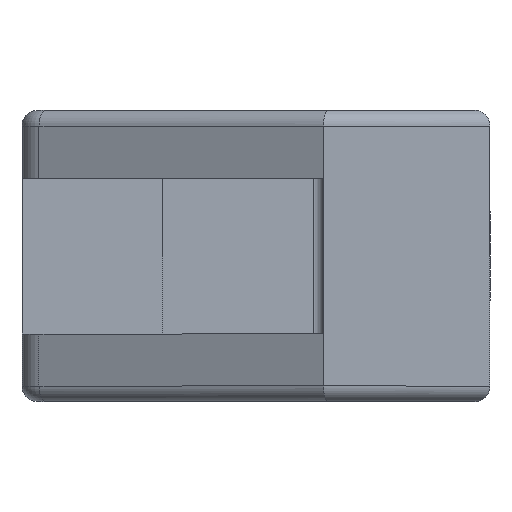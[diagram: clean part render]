
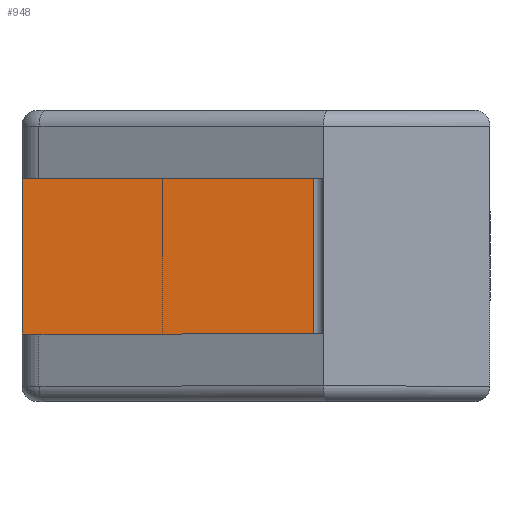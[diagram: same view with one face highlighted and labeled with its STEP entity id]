
A CAD part, left-side view. The second image highlights one B-rep face of the part: STEP entity #948.
In plain terms, the highlighted planar face has unit normal (-1, 0, 0).
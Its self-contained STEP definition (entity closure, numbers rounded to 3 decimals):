
#14 = CARTESIAN_POINT ( 'NONE',  ( 18., 45., -7.5 ) ) ;
#154 = CARTESIAN_POINT ( 'NONE',  ( 18., 45., 7.5 ) ) ;
#179 = LINE ( 'NONE', #241, #208 ) ;
#207 = DIRECTION ( 'NONE',  ( 0., 0., -1. ) ) ;
#208 = VECTOR ( 'NONE', #207, 1000. ) ;
#241 = CARTESIAN_POINT ( 'NONE',  ( 18., 45., 7.5 ) ) ;
#523 = EDGE_CURVE ( 'NONE', #586, #599, #179, .T. ) ;
#586 = VERTEX_POINT ( 'NONE', #154 ) ;
#599 = VERTEX_POINT ( 'NONE', #14 ) ;
#849 = VERTEX_POINT ( 'NONE', #1474 ) ;
#850 = EDGE_CURVE ( 'NONE', #849, #586, #1459, .T. ) ;
#932 = ORIENTED_EDGE ( 'NONE', *, *, #850, .T. ) ;
#933 = EDGE_CURVE ( 'NONE', #951, #849, #1609, .T. ) ;
#935 = ORIENTED_EDGE ( 'NONE', *, *, #523, .T. ) ;
#937 = EDGE_CURVE ( 'NONE', #951, #599, #1603, .T. ) ;
#947 = ORIENTED_EDGE ( 'NONE', *, *, #937, .F. ) ;
#948 = ADVANCED_FACE ( 'NONE', ( #1597 ), #1626, .F. ) ;
#949 = ORIENTED_EDGE ( 'NONE', *, *, #933, .T. ) ;
#950 = EDGE_LOOP ( 'NONE', ( #947, #949, #932, #935 ) ) ;
#951 = VERTEX_POINT ( 'NONE', #1599 ) ;
#1459 = LINE ( 'NONE', #1522, #1521 ) ;
#1474 = CARTESIAN_POINT ( 'NONE',  ( 18., 17., 7.5 ) ) ;
#1520 = DIRECTION ( 'NONE',  ( 0., 1., 0. ) ) ;
#1521 = VECTOR ( 'NONE', #1520, 1000. ) ;
#1522 = CARTESIAN_POINT ( 'NONE',  ( 18., 16., 7.5 ) ) ;
#1597 = FACE_OUTER_BOUND ( 'NONE', #950, .T. ) ;
#1599 = CARTESIAN_POINT ( 'NONE',  ( 18., 17., -7.5 ) ) ;
#1600 = DIRECTION ( 'NONE',  ( 0., 1., 0. ) ) ;
#1601 = VECTOR ( 'NONE', #1600, 1000. ) ;
#1602 = CARTESIAN_POINT ( 'NONE',  ( 18., 16., -7.5 ) ) ;
#1603 = LINE ( 'NONE', #1602, #1601 ) ;
#1606 = DIRECTION ( 'NONE',  ( 0., 0., 1. ) ) ;
#1607 = VECTOR ( 'NONE', #1606, 1000. ) ;
#1608 = CARTESIAN_POINT ( 'NONE',  ( 18., 17., 7.5 ) ) ;
#1609 = LINE ( 'NONE', #1608, #1607 ) ;
#1626 = PLANE ( 'NONE',  #1643 ) ;
#1634 = DIRECTION ( 'NONE',  ( 0., 0., -1. ) ) ;
#1635 = DIRECTION ( 'NONE',  ( 1., 0., 0. ) ) ;
#1636 = CARTESIAN_POINT ( 'NONE',  ( 18., 16., 7.5 ) ) ;
#1643 = AXIS2_PLACEMENT_3D ( 'NONE', #1636, #1635, #1634 ) ;
